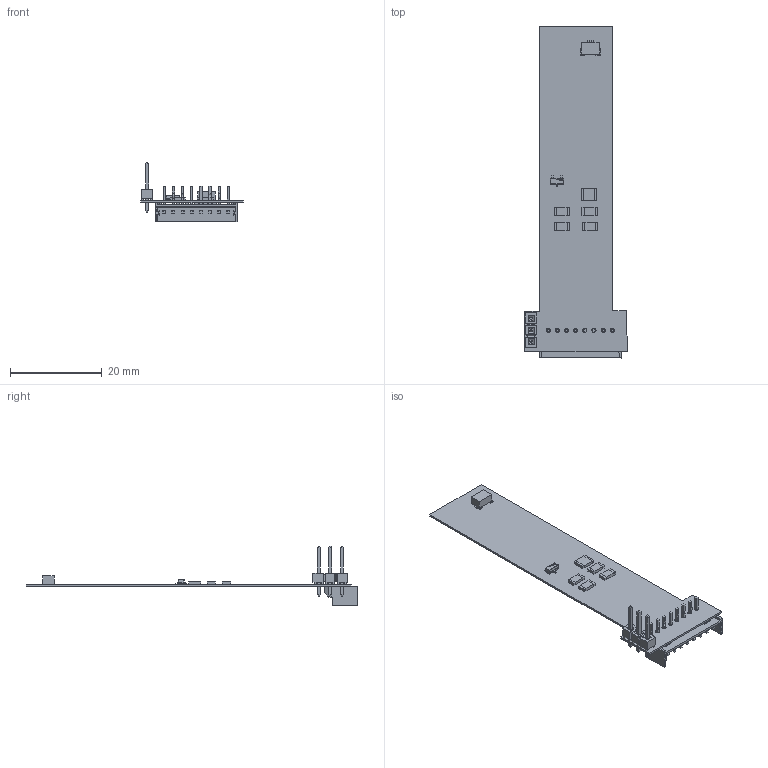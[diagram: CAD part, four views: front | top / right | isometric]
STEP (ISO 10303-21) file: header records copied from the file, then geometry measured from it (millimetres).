
FILE_DESCRIPTION(('Open CASCADE Model'),'2;1');
FILE_NAME('Open CASCADE Shape Model','2023-02-15T23:54:34',('Author'),( 'Open CASCADE'),'Open CASCADE STEP processor 7.5','Open CASCADE 7.5' ,'Unknown');
FILE_SCHEMA(('AUTOMOTIVE_DESIGN { 1 0 10303 214 1 1 1 1 }'));
Length unit declared in the file: millimetre
Products named in the file (31): PCB; Board; Open CASCADE STEP translator 7.5 1.1.1; J2; 214721-0020; Body; Pins; J1; 53254-0870; Open CASCADE STEP translator 7.5 1.3.1.1; Open CASCADE STEP translator 7.5 1.3.1.2; U1; IC_Texas_Instruments_DRV5032FADBZR_eec; body; pins; logo; R5; 6177998304; Extruded; 6177998064; R4; R3; 6178001504; 6178003824; R2; R1; P2; TSW-103-07-X-S
Assembly tree (41 placements, depth 4):
  PCB
    Board
      Open CASCADE STEP translator 7.5 1.1.1
    J2
      214721-0020
        Body
        Pins
    J1
      53254-0870
        Open CASCADE STEP translator 7.5 1.3.1.1
        Open CASCADE STEP translator 7.5 1.3.1.2
    U1
      IC_Texas_Instruments_DRV5032FADBZR_eec
        body
        pins
        logo
    R5
      6177998304
        Extruded
      6177998064  x2
        Extruded
    R4
      6177998304
        Extruded
      6177998064  x2
        Extruded
    R3
      6178001504
        Extruded
      6178003824  x2
        Extruded
    R2
      6177998304
        Extruded
      6177998064  x2
        Extruded
    R1
      6177998304
        Extruded
      6177998064  x2
        Extruded
    P2
      TSW-103-07-X-S
Bounding box: 22.38 x 72.45 x 12.99 mm (x, y, z)
Volume: 798.7 mm3; surface area: 3468.1 mm2
Topology: 45 solids, 45 shells, 1081 faces, 2798 edges, 1840 vertices
Faces by surface type: plane 848, bspline 166, cylinder 59, sphere 8
Full cylindrical faces by diameter (mm): 0.9 x8, 1.02 x3
Entity records: 32629 total; most frequent: CARTESIAN_POINT 7781, ORIENTED_EDGE 5286, DIRECTION 4310, EDGE_CURVE 2643, LINE 2208, VECTOR 2208, VERTEX_POINT 1706, FACE_BOUND 1055
